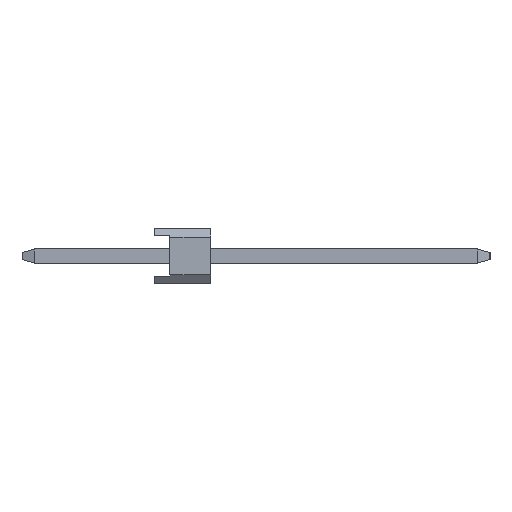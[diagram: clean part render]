
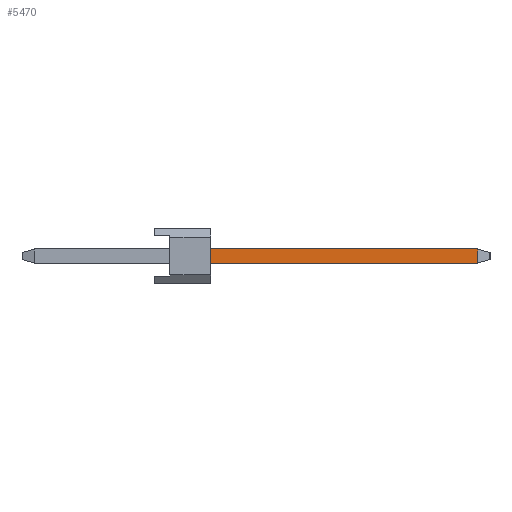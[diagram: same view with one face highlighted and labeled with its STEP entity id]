
A CAD part, left-side view. The second image highlights one B-rep face of the part: STEP entity #5470.
In plain terms, the highlighted planar face has unit normal (-1, 0, 0).
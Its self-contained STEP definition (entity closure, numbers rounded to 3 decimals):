
#4374=VERTEX_POINT('',#11536);
#4570=VERTEX_POINT('',#11761);
#4928=EDGE_CURVE('',#5418,#4570,#12157,.T.);
#5418=VERTEX_POINT('',#12697);
#5420=EDGE_CURVE('',#4374,#7284,#12699,.T.);
#5470=ADVANCED_FACE('',(#12753),#12754,.T.);
#6526=EDGE_CURVE('',#7284,#5418,#13913,.T.);
#7284=VERTEX_POINT('',#14761);
#7658=EDGE_CURVE('',#4570,#4374,#15171,.T.);
#11536=CARTESIAN_POINT('',(-28.26,-2.54,-0.32));
#11761=CARTESIAN_POINT('',(-28.26,-14.594,-0.32));
#12157=LINE('',#20663,#20664);
#12697=CARTESIAN_POINT('',(-28.26,-14.594,0.32));
#12699=LINE('',#21441,#21442);
#12753=FACE_OUTER_BOUND('',#21512,.T.);
#12754=PLANE('',#21513);
#13913=LINE('',#23167,#23168);
#14761=CARTESIAN_POINT('',(-28.26,-2.54,0.32));
#15171=LINE('',#24999,#25000);
#20663=CARTESIAN_POINT('',(-28.26,-14.594,0.5));
#20664=VECTOR('',#31303,1.0);
#21441=CARTESIAN_POINT('',(-28.26,-2.54,0.252));
#21442=VECTOR('',#31845,1.0);
#21512=EDGE_LOOP('',(#31889,#31890,#31891,#31892));
#21513=AXIS2_PLACEMENT_3D('',#31893,#31894,#31895);
#23167=CARTESIAN_POINT('',(-28.26,-4.59,0.32));
#23168=VECTOR('',#32999,1.0);
#24999=CARTESIAN_POINT('',(-28.26,5.414,-0.32));
#25000=VECTOR('',#34400,1.0);
#31303=DIRECTION('',(0.0,0.,-1.0));
#31845=DIRECTION('',(0.,0.,1.0));
#31889=ORIENTED_EDGE('',*,*,#5420,.F.);
#31890=ORIENTED_EDGE('',*,*,#7658,.F.);
#31891=ORIENTED_EDGE('',*,*,#4928,.F.);
#31892=ORIENTED_EDGE('',*,*,#6526,.F.);
#31893=CARTESIAN_POINT('',(-28.26,5.414,0.5));
#31894=DIRECTION('',(-1.0,0.,0.));
#31895=DIRECTION('',(0.,1.0,0.));
#32999=DIRECTION('',(0.,-1.0,0.));
#34400=DIRECTION('',(0.,1.0,0.));
